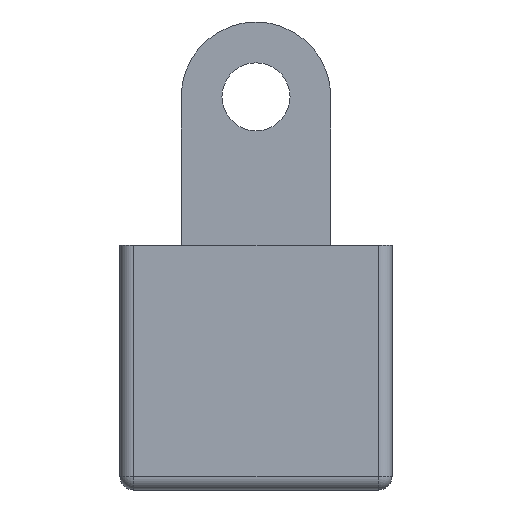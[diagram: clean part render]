
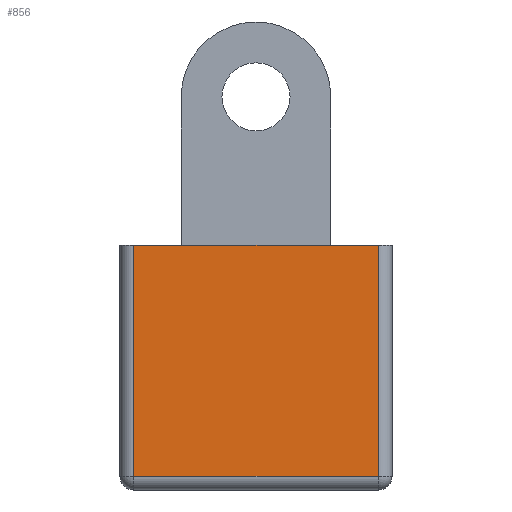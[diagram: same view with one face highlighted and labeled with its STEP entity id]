
A CAD part, left-side view. The second image highlights one B-rep face of the part: STEP entity #856.
In plain terms, the highlighted planar face has unit normal (-1, 0, 0).
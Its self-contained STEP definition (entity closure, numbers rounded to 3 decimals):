
#32 = CARTESIAN_POINT ( 'NONE',  ( -63.239, 26.396, 9. ) ) ;
#55 = EDGE_CURVE ( 'NONE', #1099, #676, #870, .T. ) ;
#108 = LINE ( 'NONE', #1086, #514 ) ;
#129 = CARTESIAN_POINT ( 'NONE',  ( -63.239, 26.396, 0.5 ) ) ;
#151 = FACE_OUTER_BOUND ( 'NONE', #1144, .T. ) ;
#164 = LINE ( 'NONE', #522, #610 ) ;
#167 = LINE ( 'NONE', #493, #365 ) ;
#301 = EDGE_CURVE ( 'NONE', #850, #676, #167, .T. ) ;
#365 = VECTOR ( 'NONE', #1064, 1000. ) ;
#424 = DIRECTION ( 'NONE',  ( 0., 0., -1. ) ) ;
#431 = CARTESIAN_POINT ( 'NONE',  ( -63.239, 16.896, 9. ) ) ;
#448 = PLANE ( 'NONE',  #677 ) ;
#493 = CARTESIAN_POINT ( 'NONE',  ( -63.239, 17.396, 9. ) ) ;
#508 = CARTESIAN_POINT ( 'NONE',  ( -63.239, 17.396, 0.5 ) ) ;
#512 = DIRECTION ( 'NONE',  ( 1., 0., 0. ) ) ;
#514 = VECTOR ( 'NONE', #424, 1000. ) ;
#522 = CARTESIAN_POINT ( 'NONE',  ( -63.239, 16.896, 0.5 ) ) ;
#532 = DIRECTION ( 'NONE',  ( 0., -1., 0. ) ) ;
#547 = DIRECTION ( 'NONE',  ( 0., 0., -1. ) ) ;
#610 = VECTOR ( 'NONE', #532, 1000. ) ;
#618 = EDGE_CURVE ( 'NONE', #957, #850, #164, .T. ) ;
#651 = ORIENTED_EDGE ( 'NONE', *, *, #618, .T. ) ;
#670 = DIRECTION ( 'NONE',  ( 0., -1., 0. ) ) ;
#676 = VERTEX_POINT ( 'NONE', #1157 ) ;
#677 = AXIS2_PLACEMENT_3D ( 'NONE', #431, #512, #547 ) ;
#730 = CARTESIAN_POINT ( 'NONE',  ( -63.239, 16.896, 9. ) ) ;
#741 = ORIENTED_EDGE ( 'NONE', *, *, #55, .F. ) ;
#768 = ORIENTED_EDGE ( 'NONE', *, *, #926, .T. ) ;
#850 = VERTEX_POINT ( 'NONE', #508 ) ;
#856 = ADVANCED_FACE ( 'NONE', ( #151 ), #448, .F. ) ;
#870 = LINE ( 'NONE', #730, #1071 ) ;
#926 = EDGE_CURVE ( 'NONE', #1099, #957, #108, .T. ) ;
#957 = VERTEX_POINT ( 'NONE', #129 ) ;
#1064 = DIRECTION ( 'NONE',  ( 0., 0., 1. ) ) ;
#1071 = VECTOR ( 'NONE', #670, 1000. ) ;
#1086 = CARTESIAN_POINT ( 'NONE',  ( -63.239, 26.396, 9. ) ) ;
#1099 = VERTEX_POINT ( 'NONE', #32 ) ;
#1112 = ORIENTED_EDGE ( 'NONE', *, *, #301, .T. ) ;
#1144 = EDGE_LOOP ( 'NONE', ( #741, #768, #651, #1112 ) ) ;
#1157 = CARTESIAN_POINT ( 'NONE',  ( -63.239, 17.396, 9. ) ) ;
